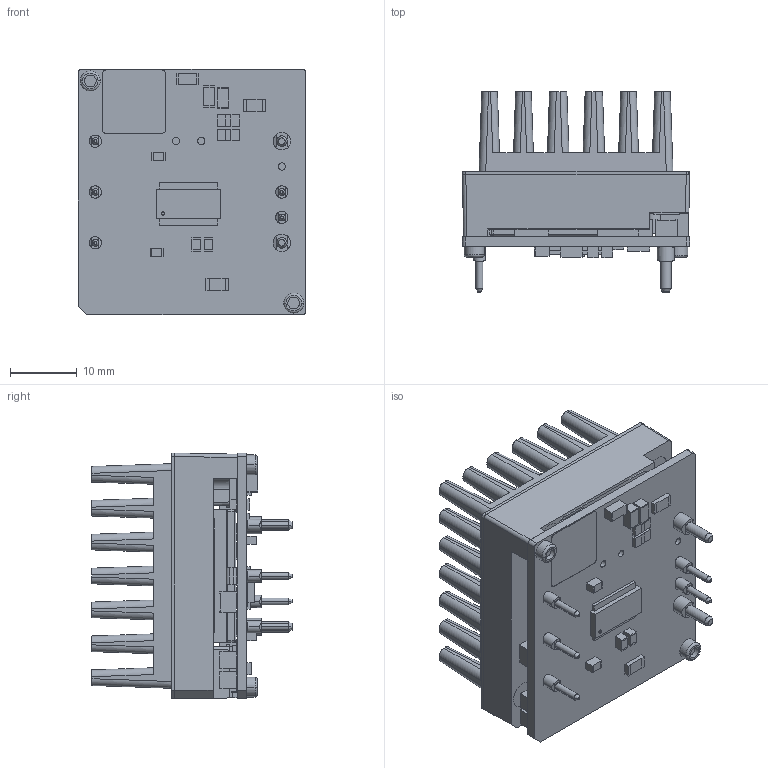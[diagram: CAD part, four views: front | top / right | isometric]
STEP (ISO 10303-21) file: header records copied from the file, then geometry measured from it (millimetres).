
FILE_DESCRIPTION (( 'STEP AP214' ), '1' );
FILE_NAME ('I7C4W012A050V-0F1-R.STEP', '2021-10-07T20:28:07', ( '' ), ( '' ), 'SwSTEP 2.0', 'SolidWorks 2020', '' );
FILE_SCHEMA (( 'AUTOMOTIVE_DESIGN' ));
Length unit declared in the file: inch
Products named in the file (1): I7C4W012A050V-0F1-R
Bounding box: 34.04 x 29.97 x 36.83 mm (x, y, z)
Volume: 16683.4 mm3; surface area: 17012.9 mm2
Topology: 49 solids, 56 shells, 1244 faces, 3149 edges, 2052 vertices
Faces by surface type: plane 830, cylinder 326, cone 72, sphere 8, torus 4, bspline 4
Entity records: 44180 total; most frequent: CARTESIAN_POINT 14259, ORIENTED_EDGE 6298, DIRECTION 5508, EDGE_CURVE 3149, VECTOR 2278, LINE 2278, VERTEX_POINT 2052, AXIS2_PLACEMENT_3D 1615
